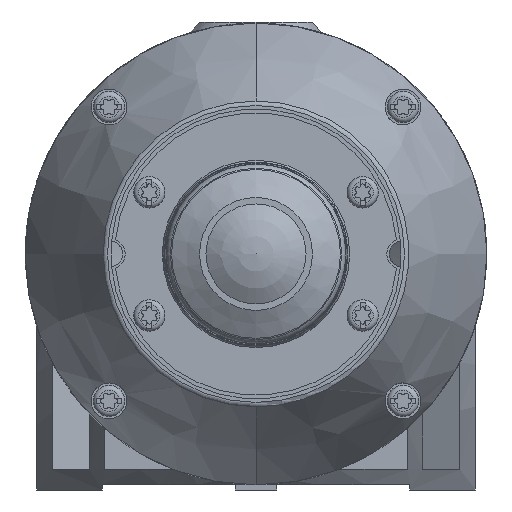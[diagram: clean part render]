
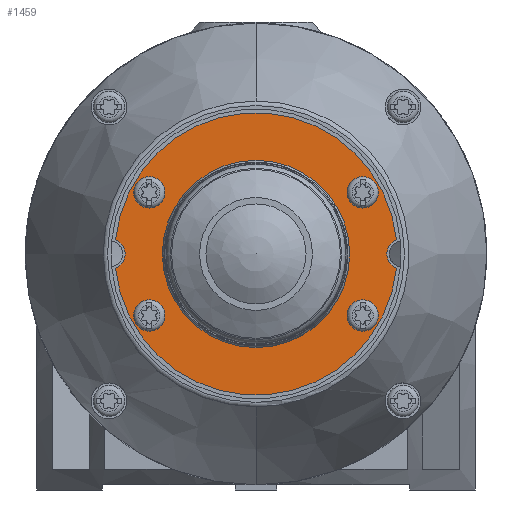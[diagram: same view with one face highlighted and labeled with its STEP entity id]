
A CAD part, left-side view. The second image highlights one B-rep face of the part: STEP entity #1459.
In plain terms, the highlighted planar face has unit normal (-1, 0, 0).
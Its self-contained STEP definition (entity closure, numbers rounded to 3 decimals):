
#1459 = ADVANCED_FACE( '', ( #3524, #3525, #3526, #3527, #3528, #3529 ), #3530, .F. );
#3524 = FACE_BOUND( '', #6427, .T. );
#3525 = FACE_BOUND( '', #6428, .T. );
#3526 = FACE_BOUND( '', #6429, .T. );
#3527 = FACE_BOUND( '', #6430, .T. );
#3528 = FACE_BOUND( '', #6431, .T. );
#3529 = FACE_OUTER_BOUND( '', #6432, .T. );
#3530 = PLANE( '', #6433 );
#6427 = EDGE_LOOP( '', ( #12070 ) );
#6428 = EDGE_LOOP( '', ( #12071 ) );
#6429 = EDGE_LOOP( '', ( #12072 ) );
#6430 = EDGE_LOOP( '', ( #12073 ) );
#6431 = EDGE_LOOP( '', ( #12074 ) );
#6432 = EDGE_LOOP( '', ( #12075, #12076, #12077, #12078 ) );
#6433 = AXIS2_PLACEMENT_3D( '', #12079, #12080, #12081 );
#12070 = ORIENTED_EDGE( '', *, *, #18942, .F. );
#12071 = ORIENTED_EDGE( '', *, *, #18943, .F. );
#12072 = ORIENTED_EDGE( '', *, *, #18944, .F. );
#12073 = ORIENTED_EDGE( '', *, *, #17495, .F. );
#12074 = ORIENTED_EDGE( '', *, *, #18945, .T. );
#12075 = ORIENTED_EDGE( '', *, *, #18946, .T. );
#12076 = ORIENTED_EDGE( '', *, *, #18947, .F. );
#12077 = ORIENTED_EDGE( '', *, *, #18948, .T. );
#12078 = ORIENTED_EDGE( '', *, *, #18949, .F. );
#12079 = CARTESIAN_POINT( '', ( -136.5, 0., 45. ) );
#12080 = DIRECTION( '', ( 1., 0., 0. ) );
#12081 = DIRECTION( '', ( 0., 1., 0. ) );
#17495 = EDGE_CURVE( '', #20813, #20813, #20814, .F. );
#18942 = EDGE_CURVE( '', #23232, #23232, #23233, .F. );
#18943 = EDGE_CURVE( '', #23234, #23234, #23235, .F. );
#18944 = EDGE_CURVE( '', #23236, #23236, #23237, .F. );
#18945 = EDGE_CURVE( '', #23238, #23238, #23239, .T. );
#18946 = EDGE_CURVE( '', #23240, #23241, #23242, .T. );
#18947 = EDGE_CURVE( '', #23243, #23241, #23244, .T. );
#18948 = EDGE_CURVE( '', #23243, #23245, #23246, .T. );
#18949 = EDGE_CURVE( '', #23240, #23245, #23247, .T. );
#20813 = VERTEX_POINT( '', #25736 );
#20814 = CIRCLE( '', #25737, 3.05 );
#23232 = VERTEX_POINT( '', #30375 );
#23233 = CIRCLE( '', #30376, 3.05 );
#23234 = VERTEX_POINT( '', #30377 );
#23235 = CIRCLE( '', #30378, 3.05 );
#23236 = VERTEX_POINT( '', #30379 );
#23237 = CIRCLE( '', #30380, 3.05 );
#23238 = VERTEX_POINT( '', #30381 );
#23239 = CIRCLE( '', #30382, 18.25 );
#23240 = VERTEX_POINT( '', #30383 );
#23241 = VERTEX_POINT( '', #30384 );
#23242 = CIRCLE( '', #30385, 3. );
#23243 = VERTEX_POINT( '', #30386 );
#23244 = CIRCLE( '', #30387, 27.5 );
#23245 = VERTEX_POINT( '', #30388 );
#23246 = CIRCLE( '', #30389, 3. );
#23247 = CIRCLE( '', #30390, 27.5 );
#25736 = CARTESIAN_POINT( '', ( -136.5, 23.835, 33. ) );
#25737 = AXIS2_PLACEMENT_3D( '', #34827, #34828, #34829 );
#30375 = CARTESIAN_POINT( '', ( -136.5, 23.835, 57. ) );
#30376 = AXIS2_PLACEMENT_3D( '', #36731, #36732, #36733 );
#30377 = CARTESIAN_POINT( '', ( -136.5, -17.735, 33. ) );
#30378 = AXIS2_PLACEMENT_3D( '', #36734, #36735, #36736 );
#30379 = CARTESIAN_POINT( '', ( -136.5, -17.735, 57. ) );
#30380 = AXIS2_PLACEMENT_3D( '', #36737, #36738, #36739 );
#30381 = CARTESIAN_POINT( '', ( -136.5, 0., 63.25 ) );
#30382 = AXIS2_PLACEMENT_3D( '', #36740, #36741, #36742 );
#30383 = CARTESIAN_POINT( '', ( -136.5, -27.36, 42.225 ) );
#30384 = CARTESIAN_POINT( '', ( -136.5, -27.36, 47.775 ) );
#30385 = AXIS2_PLACEMENT_3D( '', #36743, #36744, #36745 );
#30386 = CARTESIAN_POINT( '', ( -136.5, 27.36, 47.775 ) );
#30387 = AXIS2_PLACEMENT_3D( '', #36746, #36747, #36748 );
#30388 = CARTESIAN_POINT( '', ( -136.5, 27.36, 42.225 ) );
#30389 = AXIS2_PLACEMENT_3D( '', #36749, #36750, #36751 );
#30390 = AXIS2_PLACEMENT_3D( '', #36752, #36753, #36754 );
#34827 = CARTESIAN_POINT( '', ( -136.5, 20.785, 33. ) );
#34828 = DIRECTION( '', ( 1., 0., 0. ) );
#34829 = DIRECTION( '', ( 0., 1., 0. ) );
#36731 = CARTESIAN_POINT( '', ( -136.5, 20.785, 57. ) );
#36732 = DIRECTION( '', ( 1., 0., 0. ) );
#36733 = DIRECTION( '', ( 0., 1., 0. ) );
#36734 = CARTESIAN_POINT( '', ( -136.5, -20.785, 33. ) );
#36735 = DIRECTION( '', ( 1., 0., 0. ) );
#36736 = DIRECTION( '', ( 0., 1., 0. ) );
#36737 = CARTESIAN_POINT( '', ( -136.5, -20.785, 57. ) );
#36738 = DIRECTION( '', ( 1., 0., 0. ) );
#36739 = DIRECTION( '', ( 0., 1., 0. ) );
#36740 = CARTESIAN_POINT( '', ( -136.5, 0., 45. ) );
#36741 = DIRECTION( '', ( 1., 0., 0. ) );
#36742 = DIRECTION( '', ( 0., 0., 1. ) );
#36743 = CARTESIAN_POINT( '', ( -136.5, -28.5, 45. ) );
#36744 = DIRECTION( '', ( 1., 0., 0. ) );
#36745 = DIRECTION( '', ( 0., -1., 0. ) );
#36746 = CARTESIAN_POINT( '', ( -136.5, 0., 45. ) );
#36747 = DIRECTION( '', ( 1., 0., 0. ) );
#36748 = DIRECTION( '', ( 0., -1., 0. ) );
#36749 = CARTESIAN_POINT( '', ( -136.5, 28.5, 45. ) );
#36750 = DIRECTION( '', ( 1., 0., 0. ) );
#36751 = DIRECTION( '', ( 0., -1., 0. ) );
#36752 = CARTESIAN_POINT( '', ( -136.5, 0., 45. ) );
#36753 = DIRECTION( '', ( 1., 0., 0. ) );
#36754 = DIRECTION( '', ( 0., -1., 0. ) );
